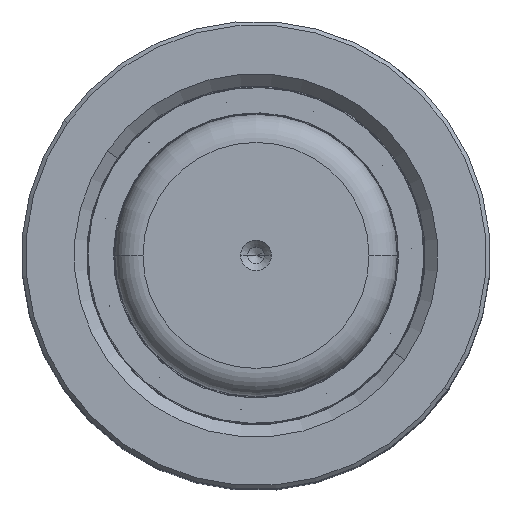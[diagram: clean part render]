
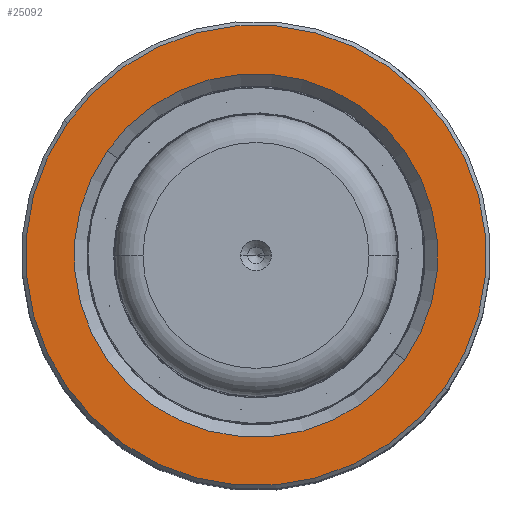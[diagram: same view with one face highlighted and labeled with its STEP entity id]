
A CAD part, top view. The second image highlights one B-rep face of the part: STEP entity #25092.
In plain terms, the highlighted planar face has unit normal (0, 0, 1).
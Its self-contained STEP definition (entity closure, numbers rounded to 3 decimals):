
#1893 = CARTESIAN_POINT ( 'NONE',  ( 0., 0., 120. ) ) ;
#3329 = CARTESIAN_POINT ( 'NONE',  ( 0., 0., 120. ) ) ;
#4603 = CARTESIAN_POINT ( 'NONE',  ( 0., 0., 120. ) ) ;
#6030 = AXIS2_PLACEMENT_3D ( 'NONE', #1893, #17828, #11791 ) ;
#6116 = CARTESIAN_POINT ( 'NONE',  ( 0., 0., 120. ) ) ;
#6880 = EDGE_CURVE ( 'NONE', #50514, #62374, #59867, .T. ) ;
#8575 = FACE_BOUND ( 'NONE', #9125, .T. ) ;
#9125 = EDGE_LOOP ( 'NONE', ( #15902, #55783 ) ) ;
#9550 = DIRECTION ( 'NONE',  ( 0., 0., 1. ) ) ;
#9765 = CARTESIAN_POINT ( 'NONE',  ( -40.8, 0., 120. ) ) ;
#10692 = EDGE_CURVE ( 'NONE', #58271, #51961, #48887, .T. ) ;
#11791 = DIRECTION ( 'NONE',  ( 1., 0., 0. ) ) ;
#15217 = AXIS2_PLACEMENT_3D ( 'NONE', #6116, #36110, #16447 ) ;
#15902 = ORIENTED_EDGE ( 'NONE', *, *, #63559, .T. ) ;
#16447 = DIRECTION ( 'NONE',  ( 1., 0., 0. ) ) ;
#16942 = CIRCLE ( 'NONE', #23454, 40.8 ) ;
#17828 = DIRECTION ( 'NONE',  ( 0., 0., -1. ) ) ;
#18175 = DIRECTION ( 'NONE',  ( 1., 0., 0. ) ) ;
#18551 = DIRECTION ( 'NONE',  ( 1., 0., 0. ) ) ;
#23454 = AXIS2_PLACEMENT_3D ( 'NONE', #43011, #28478, #18551 ) ;
#24630 = DIRECTION ( 'NONE',  ( 1., 0., 0. ) ) ;
#25092 = ADVANCED_FACE ( 'NONE', ( #32561, #8575 ), #46328, .T. ) ;
#27439 = EDGE_LOOP ( 'NONE', ( #43678, #36189 ) ) ;
#28478 = DIRECTION ( 'NONE',  ( 0., 0., 1. ) ) ;
#30860 = CARTESIAN_POINT ( 'NONE',  ( 32.2, 0., 120. ) ) ;
#32561 = FACE_OUTER_BOUND ( 'NONE', #27439, .T. ) ;
#36110 = DIRECTION ( 'NONE',  ( 0., 0., -1. ) ) ;
#36189 = ORIENTED_EDGE ( 'NONE', *, *, #38109, .T. ) ;
#36704 = AXIS2_PLACEMENT_3D ( 'NONE', #4603, #9550, #24630 ) ;
#37652 = CARTESIAN_POINT ( 'NONE',  ( 40.8, 0., 120. ) ) ;
#38109 = EDGE_CURVE ( 'NONE', #62374, #50514, #16942, .T. ) ;
#43011 = CARTESIAN_POINT ( 'NONE',  ( 0., 0., 120. ) ) ;
#43678 = ORIENTED_EDGE ( 'NONE', *, *, #6880, .T. ) ;
#46215 = CARTESIAN_POINT ( 'NONE',  ( -32.2, 0., 120. ) ) ;
#46328 = PLANE ( 'NONE',  #47714 ) ;
#47714 = AXIS2_PLACEMENT_3D ( 'NONE', #3329, #47819, #18175 ) ;
#47819 = DIRECTION ( 'NONE',  ( 0., 0., 1. ) ) ;
#48887 = CIRCLE ( 'NONE', #15217, 32.2 ) ;
#50514 = VERTEX_POINT ( 'NONE', #9765 ) ;
#51961 = VERTEX_POINT ( 'NONE', #30860 ) ;
#55783 = ORIENTED_EDGE ( 'NONE', *, *, #10692, .T. ) ;
#56792 = CIRCLE ( 'NONE', #6030, 32.2 ) ;
#58271 = VERTEX_POINT ( 'NONE', #46215 ) ;
#59867 = CIRCLE ( 'NONE', #36704, 40.8 ) ;
#62374 = VERTEX_POINT ( 'NONE', #37652 ) ;
#63559 = EDGE_CURVE ( 'NONE', #51961, #58271, #56792, .T. ) ;
